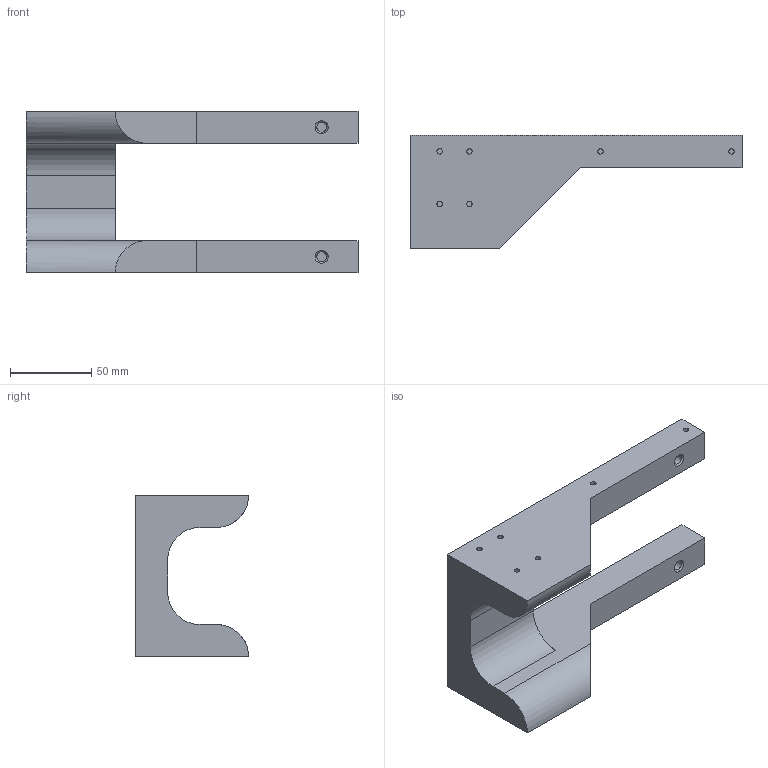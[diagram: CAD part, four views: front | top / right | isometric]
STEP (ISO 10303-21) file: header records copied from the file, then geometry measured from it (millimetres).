
FILE_DESCRIPTION(/* description */ (''),/* implementation_level */ '2;1');
FILE_NAME(/* name */ 'верхний кронштейн валов.stp',/* time_stamp */ '2024-01-23T21:28:50+03:00',/* author */ ('К'),/* organization */ (''),/* preprocessor_version */ 'ST-DEVELOPER v18.1',/* originating_system */ 'Autodesk Inventor 2022',/* authorisation */ '');
FILE_SCHEMA (('AUTOMOTIVE_DESIGN { 1 0 10303 214 3 1 1 }'));
Length unit declared in the file: millimetre
Products named in the file (1): верхний кронштейн 
валов
Bounding box: 204.93 x 70 x 99.9 mm (x, y, z)
Volume: 387063.6 mm3; surface area: 59833 mm2
Topology: 1 solids, 1 shells, 48 faces, 96 edges, 64 vertices
Faces by surface type: plane 28, cylinder 18, cone 2
Full cylindrical faces by diameter (mm): 3.4 x12, 6.1 x2
Entity records: 1301 total; most frequent: DIRECTION 234, CARTESIAN_POINT 209, ORIENTED_EDGE 192, EDGE_CURVE 96, AXIS2_PLACEMENT_3D 89, VERTEX_POINT 64, EDGE_LOOP 62, LINE 56
